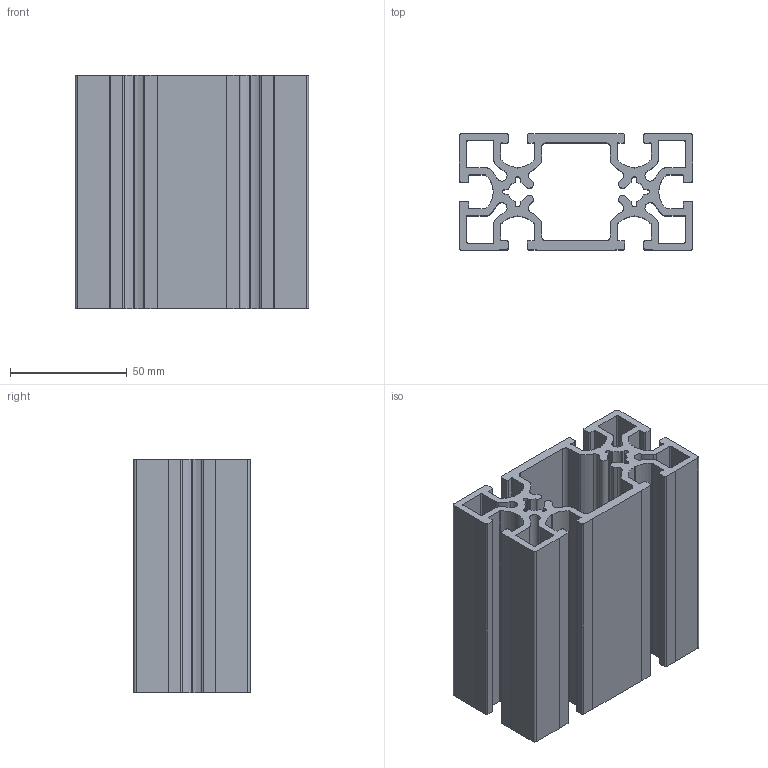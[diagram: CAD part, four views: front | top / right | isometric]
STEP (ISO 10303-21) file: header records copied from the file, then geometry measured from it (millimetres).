
FILE_DESCRIPTION((''),'2;1');
FILE_NAME('AF50100-8.stp','2009-09-01T13:36:46',('Administrator'),(''),'Autodesk Inventor 2008','Autodesk Inventor 2008','');
FILE_SCHEMA(('AUTOMOTIVE_DESIGN { 1 0 10303 214 1 1 1 1 }'));
Length unit declared in the file: millimetre
Products named in the file (1): AF50100-8
Bounding box: 100 x 50 x 100 mm (x, y, z)
Volume: 172946.1 mm3; surface area: 101566.1 mm2
Topology: 1 solids, 1 shells, 264 faces, 786 edges, 524 vertices
Faces by surface type: cylinder 156, plane 108
Entity records: 9028 total; most frequent: DIRECTION 1628, CARTESIAN_POINT 1575, ORIENTED_EDGE 1572, EDGE_CURVE 786, AXIS2_PLACEMENT_3D 577, VERTEX_POINT 524, VECTOR 474, LINE 474
